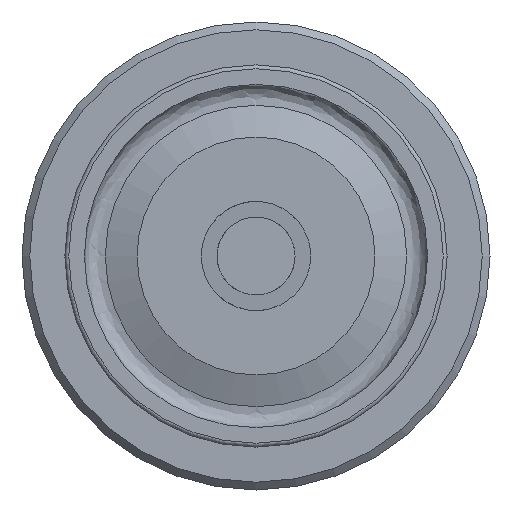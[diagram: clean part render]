
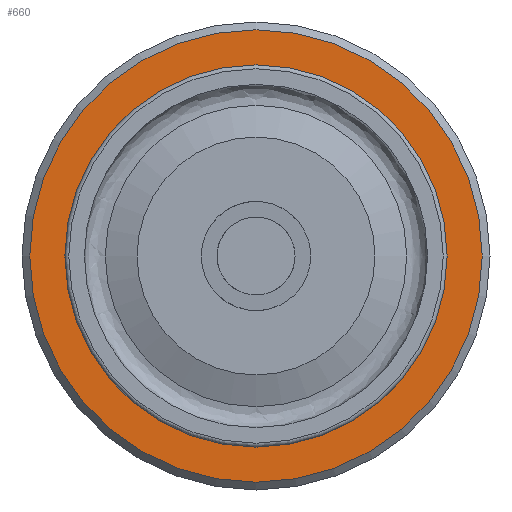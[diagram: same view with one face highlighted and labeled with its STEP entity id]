
A CAD part, front view. The second image highlights one B-rep face of the part: STEP entity #660.
In plain terms, the highlighted planar face has unit normal (0, -1, 0).
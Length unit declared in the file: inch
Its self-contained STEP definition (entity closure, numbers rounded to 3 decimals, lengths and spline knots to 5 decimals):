
#633=CARTESIAN_POINT('',(0.43375,0.0515,0.0));
#634=DIRECTION('',(0.0,-1.0,0.0));
#635=DIRECTION('',(0.0,0.0,-1.0));
#636=AXIS2_PLACEMENT_3D('',#633,#634,#635);
#637=PLANE('',#636);
#638=CARTESIAN_POINT('',(0.58,0.0515,0.0));
#639=VERTEX_POINT('',#638);
#640=CARTESIAN_POINT('',(0.,0.0515,0.0));
#641=DIRECTION('',(0.0,1.0,0.0));
#642=DIRECTION('',(1.0,0.0,0.0));
#643=AXIS2_PLACEMENT_3D('',#640,#641,#642);
#644=CIRCLE('',#643,0.58);
#645=EDGE_CURVE('',#639,#639,#644,.T.);
#646=ORIENTED_EDGE('',*,*,#645,.F.);
#647=EDGE_LOOP('',(#646));
#648=FACE_OUTER_BOUND('',#647,.T.);
#649=CARTESIAN_POINT('',(0.2875,0.0515,0.0));
#650=VERTEX_POINT('',#649);
#651=CARTESIAN_POINT('',(0.,0.0515,0.0));
#652=DIRECTION('',(0.0,1.0,0.0));
#653=DIRECTION('',(1.0,0.0,0.0));
#654=AXIS2_PLACEMENT_3D('',#651,#652,#653);
#655=CIRCLE('',#654,0.2875);
#656=EDGE_CURVE('',#650,#650,#655,.T.);
#657=ORIENTED_EDGE('',*,*,#656,.T.);
#658=EDGE_LOOP('',(#657));
#659=FACE_BOUND('',#658,.T.);
#660=ADVANCED_FACE('',(#648,#659),#637,.T.);
